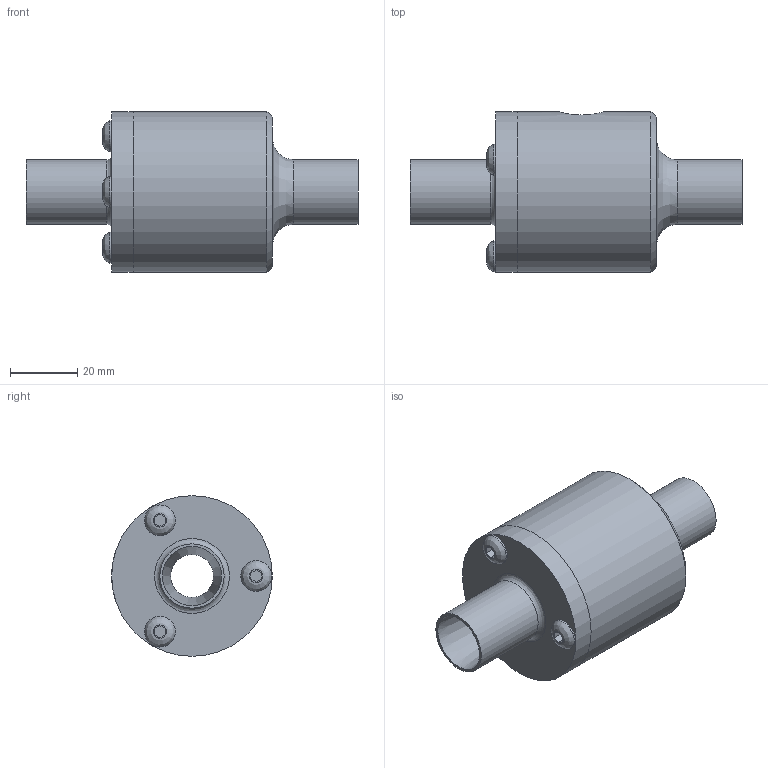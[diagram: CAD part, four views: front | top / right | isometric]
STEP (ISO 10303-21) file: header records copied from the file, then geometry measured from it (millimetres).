
FILE_DESCRIPTION((''),'2;1');
FILE_NAME('6080-3D.stp','2009-04-28T11:19:02',('Dan Preston'),(''),'Autodesk Inventor 2009','Autodesk Inventor 2009','');
FILE_SCHEMA(('AUTOMOTIVE_DESIGN { 1 0 10303 214 1 1 1 1 }'));
Length unit declared in the file: inch
Products named in the file (6): 6060-3D; 6060-3D1; 6060-3D2; 6060-3D3; 6060-3D4; 6060-3D5
Assembly tree (5 placements, depth 2):
  6060-3D
    6060-3D1
    6060-3D2
    6060-3D3
    6060-3D4
    6060-3D5
Bounding box: 98.42 x 47.62 x 47.62 mm (x, y, z)
Volume: 83790.8 mm3; surface area: 23739.7 mm2
Topology: 5 solids, 5 shells, 84 faces, 169 edges, 107 vertices
Faces by surface type: plane 42, cylinder 24, cone 12, bspline 5, torus 1
Full cylindrical faces by diameter (mm): 3.861 x3, 4.724 x3, 4.826 x3, 5.537 x3, 9.169 x3, 11.114 x1, 12.7 x2, 19.05 x2, 29.21 x2, 47.625 x2
Entity records: 2392 total; most frequent: CARTESIAN_POINT 611, DIRECTION 358, ORIENTED_EDGE 244, AXIS2_PLACEMENT_3D 152, EDGE_LOOP 150, EDGE_CURVE 122, VERTEX_POINT 102, FACE_OUTER_BOUND 84
